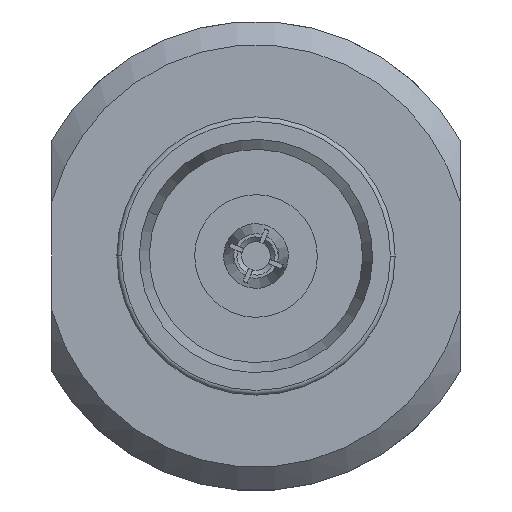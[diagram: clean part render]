
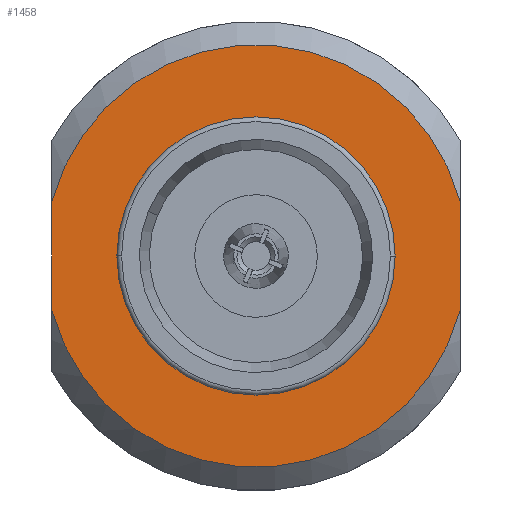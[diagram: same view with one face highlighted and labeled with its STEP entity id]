
A CAD part, left-side view. The second image highlights one B-rep face of the part: STEP entity #1458.
In plain terms, the highlighted planar face has unit normal (-1, 0, 0).
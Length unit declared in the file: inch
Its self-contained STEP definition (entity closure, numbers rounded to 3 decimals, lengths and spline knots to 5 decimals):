
#68 = AXIS2_PLACEMENT_3D ( 'NONE', #805, #2146, #434 ) ;
#146 = VECTOR ( 'NONE', #1747, 39.37008 ) ;
#170 = AXIS2_PLACEMENT_3D ( 'NONE', #1101, #1870, #1668 ) ;
#196 = DIRECTION ( 'NONE',  ( -1., 0., 0. ) ) ;
#224 = DIRECTION ( 'NONE',  ( 0., -1., 0. ) ) ;
#244 = EDGE_CURVE ( 'NONE', #1019, #1954, #1154, .T. ) ;
#261 = VERTEX_POINT ( 'NONE', #1838 ) ;
#298 = DIRECTION ( 'NONE',  ( 0., 0., 1. ) ) ;
#349 = ORIENTED_EDGE ( 'NONE', *, *, #1018, .T. ) ;
#356 = CARTESIAN_POINT ( 'NONE',  ( 0.18419, -0.13, 0.0345 ) ) ;
#434 = DIRECTION ( 'NONE',  ( 0., -1., 0. ) ) ;
#440 = DIRECTION ( 'NONE',  ( -1., 0., 0. ) ) ;
#460 = ORIENTED_EDGE ( 'NONE', *, *, #1510, .T. ) ;
#516 = EDGE_CURVE ( 'NONE', #261, #1019, #998, .T. ) ;
#522 = ORIENTED_EDGE ( 'NONE', *, *, #2038, .T. ) ;
#551 = LINE ( 'NONE', #737, #146 ) ;
#561 = CARTESIAN_POINT ( 'NONE',  ( 0.18419, 0.13, -0.0345 ) ) ;
#597 = CARTESIAN_POINT ( 'NONE',  ( 0.18419, -0.13, -0.0345 ) ) ;
#611 = VERTEX_POINT ( 'NONE', #2117 ) ;
#737 = CARTESIAN_POINT ( 'NONE',  ( 0.18419, -0.13, 0. ) ) ;
#805 = CARTESIAN_POINT ( 'NONE',  ( 0.18419, 0., 0. ) ) ;
#808 = CIRCLE ( 'NONE', #170, 0.08858 ) ;
#809 = ORIENTED_EDGE ( 'NONE', *, *, #244, .T. ) ;
#847 = PLANE ( 'NONE',  #1996 ) ;
#891 = VERTEX_POINT ( 'NONE', #356 ) ;
#998 = LINE ( 'NONE', #1133, #1352 ) ;
#1018 = EDGE_CURVE ( 'NONE', #1954, #891, #551, .T. ) ;
#1019 = VERTEX_POINT ( 'NONE', #561 ) ;
#1101 = CARTESIAN_POINT ( 'NONE',  ( 0.18419, 0., 0. ) ) ;
#1133 = CARTESIAN_POINT ( 'NONE',  ( 0.18419, 0.13, 0. ) ) ;
#1148 = CARTESIAN_POINT ( 'NONE',  ( 0.18419, 0., 0. ) ) ;
#1154 = CIRCLE ( 'NONE', #2046, 0.1345 ) ;
#1220 = FACE_BOUND ( 'NONE', #2372, .T. ) ;
#1228 = CIRCLE ( 'NONE', #68, 0.08858 ) ;
#1352 = VECTOR ( 'NONE', #1951, 39.37008 ) ;
#1458 = ADVANCED_FACE ( 'NONE', ( #1220, #1582 ), #847, .T. ) ;
#1510 = EDGE_CURVE ( 'NONE', #1751, #611, #1228, .T. ) ;
#1531 = DIRECTION ( 'NONE',  ( 0., -1., 0. ) ) ;
#1538 = AXIS2_PLACEMENT_3D ( 'NONE', #2098, #440, #224 ) ;
#1582 = FACE_OUTER_BOUND ( 'NONE', #1772, .T. ) ;
#1608 = DIRECTION ( 'NONE',  ( -1., 0., 0. ) ) ;
#1668 = DIRECTION ( 'NONE',  ( 0., -1., 0. ) ) ;
#1747 = DIRECTION ( 'NONE',  ( 0., 0., 1. ) ) ;
#1751 = VERTEX_POINT ( 'NONE', #2206 ) ;
#1772 = EDGE_LOOP ( 'NONE', ( #2087, #809, #349, #522 ) ) ;
#1838 = CARTESIAN_POINT ( 'NONE',  ( 0.18419, 0.13, 0.0345 ) ) ;
#1870 = DIRECTION ( 'NONE',  ( 1., 0., 0. ) ) ;
#1917 = ORIENTED_EDGE ( 'NONE', *, *, #2246, .T. ) ;
#1951 = DIRECTION ( 'NONE',  ( 0., 0., -1. ) ) ;
#1954 = VERTEX_POINT ( 'NONE', #597 ) ;
#1996 = AXIS2_PLACEMENT_3D ( 'NONE', #2172, #1608, #298 ) ;
#2038 = EDGE_CURVE ( 'NONE', #891, #261, #2067, .T. ) ;
#2046 = AXIS2_PLACEMENT_3D ( 'NONE', #1148, #196, #1531 ) ;
#2067 = CIRCLE ( 'NONE', #1538, 0.1345 ) ;
#2087 = ORIENTED_EDGE ( 'NONE', *, *, #516, .T. ) ;
#2098 = CARTESIAN_POINT ( 'NONE',  ( 0.18419, 0., 0. ) ) ;
#2117 = CARTESIAN_POINT ( 'NONE',  ( 0.18419, 0.08858, 0. ) ) ;
#2146 = DIRECTION ( 'NONE',  ( 1., 0., 0. ) ) ;
#2172 = CARTESIAN_POINT ( 'NONE',  ( 0.18419, 0., 0. ) ) ;
#2206 = CARTESIAN_POINT ( 'NONE',  ( 0.18419, -0.08858, 0. ) ) ;
#2246 = EDGE_CURVE ( 'NONE', #611, #1751, #808, .T. ) ;
#2372 = EDGE_LOOP ( 'NONE', ( #460, #1917 ) ) ;
